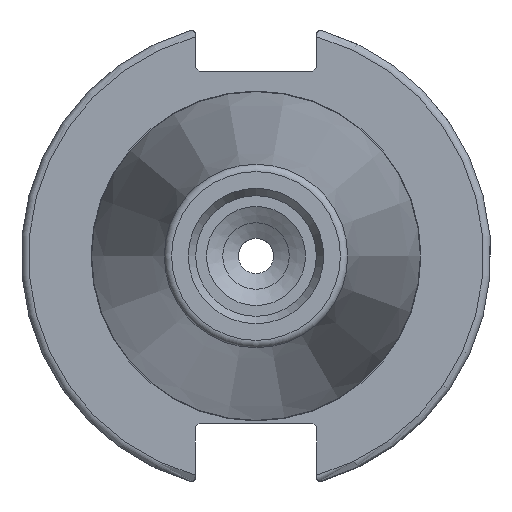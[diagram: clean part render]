
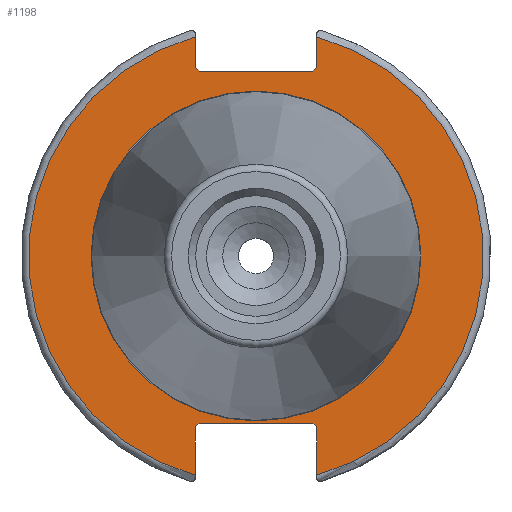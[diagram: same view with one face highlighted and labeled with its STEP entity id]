
A CAD part, left-side view. The second image highlights one B-rep face of the part: STEP entity #1198.
In plain terms, the highlighted planar face has unit normal (-1, 0, 0).
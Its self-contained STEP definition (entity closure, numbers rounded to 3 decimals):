
#34=FACE_BOUND('',#337,.T.);
#40=PLANE('',#1328);
#104=LINE('',#1997,#179);
#105=LINE('',#1999,#180);
#106=LINE('',#2001,#181);
#107=LINE('',#2003,#182);
#108=LINE('',#2005,#183);
#109=LINE('',#2009,#184);
#110=LINE('',#2011,#185);
#111=LINE('',#2013,#186);
#112=LINE('',#2015,#187);
#113=LINE('',#2016,#188);
#179=VECTOR('',#1542,10.);
#180=VECTOR('',#1543,10.);
#181=VECTOR('',#1544,10.);
#182=VECTOR('',#1545,10.);
#183=VECTOR('',#1546,10.);
#184=VECTOR('',#1549,10.);
#185=VECTOR('',#1550,10.);
#186=VECTOR('',#1551,10.);
#187=VECTOR('',#1552,10.);
#188=VECTOR('',#1553,10.);
#264=FACE_OUTER_BOUND('',#336,.T.);
#336=EDGE_LOOP('',(#902,#903,#904,#905,#906,#907,#908,#909,#910,#911,#912,
#913));
#337=EDGE_LOOP('',(#914));
#424=CIRCLE('',#1326,22.3);
#426=CIRCLE('',#1329,30.75);
#427=CIRCLE('',#1330,30.75);
#521=VERTEX_POINT('',#1988);
#522=VERTEX_POINT('',#1993);
#523=VERTEX_POINT('',#1994);
#524=VERTEX_POINT('',#1996);
#525=VERTEX_POINT('',#1998);
#526=VERTEX_POINT('',#2000);
#527=VERTEX_POINT('',#2002);
#528=VERTEX_POINT('',#2004);
#529=VERTEX_POINT('',#2006);
#530=VERTEX_POINT('',#2008);
#531=VERTEX_POINT('',#2010);
#532=VERTEX_POINT('',#2012);
#533=VERTEX_POINT('',#2014);
#662=EDGE_CURVE('',#521,#521,#424,.T.);
#664=EDGE_CURVE('',#522,#523,#426,.T.);
#665=EDGE_CURVE('',#522,#524,#104,.T.);
#666=EDGE_CURVE('',#525,#524,#105,.T.);
#667=EDGE_CURVE('',#525,#526,#106,.T.);
#668=EDGE_CURVE('',#527,#526,#107,.T.);
#669=EDGE_CURVE('',#527,#528,#108,.T.);
#670=EDGE_CURVE('',#529,#528,#427,.T.);
#671=EDGE_CURVE('',#529,#530,#109,.T.);
#672=EDGE_CURVE('',#531,#530,#110,.T.);
#673=EDGE_CURVE('',#531,#532,#111,.T.);
#674=EDGE_CURVE('',#533,#532,#112,.T.);
#675=EDGE_CURVE('',#533,#523,#113,.T.);
#902=ORIENTED_EDGE('',*,*,#664,.F.);
#903=ORIENTED_EDGE('',*,*,#665,.T.);
#904=ORIENTED_EDGE('',*,*,#666,.F.);
#905=ORIENTED_EDGE('',*,*,#667,.T.);
#906=ORIENTED_EDGE('',*,*,#668,.F.);
#907=ORIENTED_EDGE('',*,*,#669,.T.);
#908=ORIENTED_EDGE('',*,*,#670,.F.);
#909=ORIENTED_EDGE('',*,*,#671,.T.);
#910=ORIENTED_EDGE('',*,*,#672,.F.);
#911=ORIENTED_EDGE('',*,*,#673,.T.);
#912=ORIENTED_EDGE('',*,*,#674,.F.);
#913=ORIENTED_EDGE('',*,*,#675,.T.);
#914=ORIENTED_EDGE('',*,*,#662,.F.);
#1198=ADVANCED_FACE('',(#264,#34),#40,.T.);
#1326=AXIS2_PLACEMENT_3D('',#1990,#1534,#1535);
#1328=AXIS2_PLACEMENT_3D('',#1992,#1538,#1539);
#1329=AXIS2_PLACEMENT_3D('',#1995,#1540,#1541);
#1330=AXIS2_PLACEMENT_3D('',#2007,#1547,#1548);
#1534=DIRECTION('center_axis',(-1.,0.,0.));
#1535=DIRECTION('ref_axis',(0.,-1.,0.));
#1538=DIRECTION('center_axis',(-1.,0.,0.));
#1539=DIRECTION('ref_axis',(0.,0.,1.));
#1540=DIRECTION('center_axis',(1.,0.,0.));
#1541=DIRECTION('ref_axis',(0.,-1.,0.));
#1542=DIRECTION('',(0.,0.,-1.));
#1543=DIRECTION('',(0.,-0.707,0.707));
#1544=DIRECTION('',(0.,1.,0.));
#1545=DIRECTION('',(0.,-0.707,-0.707));
#1546=DIRECTION('',(0.,0.,1.));
#1547=DIRECTION('center_axis',(1.,0.,0.));
#1548=DIRECTION('ref_axis',(0.,1.,0.));
#1549=DIRECTION('',(0.,0.,1.));
#1550=DIRECTION('',(0.,0.707,-0.707));
#1551=DIRECTION('',(0.,-1.,0.));
#1552=DIRECTION('',(0.,0.707,0.707));
#1553=DIRECTION('',(0.,0.,-1.));
#1988=CARTESIAN_POINT('',(3.175,0.,22.3));
#1990=CARTESIAN_POINT('Origin',(3.175,0.,0.));
#1992=CARTESIAN_POINT('Origin',(3.175,31.75,0.));
#1993=CARTESIAN_POINT('',(3.175,-8.19,29.639));
#1994=CARTESIAN_POINT('',(3.175,-8.19,-29.639));
#1995=CARTESIAN_POINT('Origin',(3.175,0.,0.));
#1996=CARTESIAN_POINT('',(3.175,-8.19,25.5));
#1997=CARTESIAN_POINT('',(3.175,-8.19,12.5));
#1998=CARTESIAN_POINT('',(3.175,-7.69,25.));
#1999=CARTESIAN_POINT('',(3.175,8.295,9.015));
#2000=CARTESIAN_POINT('',(3.175,7.69,25.));
#2001=CARTESIAN_POINT('',(3.175,15.875,25.));
#2002=CARTESIAN_POINT('',(3.175,8.19,25.5));
#2003=CARTESIAN_POINT('',(3.175,7.58,24.89));
#2004=CARTESIAN_POINT('',(3.175,8.19,29.639));
#2005=CARTESIAN_POINT('',(3.175,8.19,12.5));
#2006=CARTESIAN_POINT('',(3.175,8.19,-29.639));
#2007=CARTESIAN_POINT('Origin',(3.175,0.,0.));
#2008=CARTESIAN_POINT('',(3.175,8.19,-23.1));
#2009=CARTESIAN_POINT('',(3.175,8.19,-11.3));
#2010=CARTESIAN_POINT('',(3.175,7.69,-22.6));
#2011=CARTESIAN_POINT('',(3.175,8.18,-23.09));
#2012=CARTESIAN_POINT('',(3.175,-7.69,-22.6));
#2013=CARTESIAN_POINT('',(3.175,15.875,-22.6));
#2014=CARTESIAN_POINT('',(3.175,-8.19,-23.1));
#2015=CARTESIAN_POINT('',(3.175,7.695,-7.215));
#2016=CARTESIAN_POINT('',(3.175,-8.19,-11.3));
